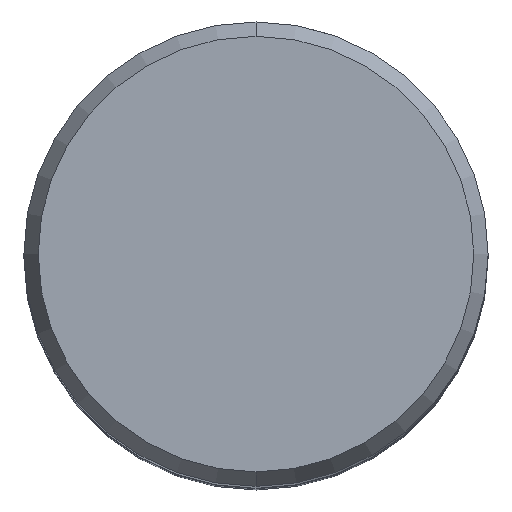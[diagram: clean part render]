
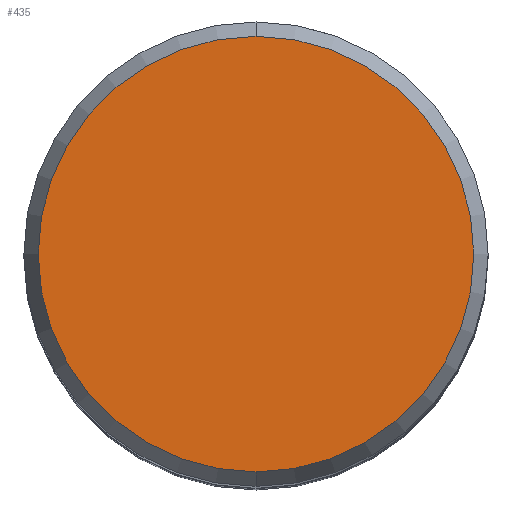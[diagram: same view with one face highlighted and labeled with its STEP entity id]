
A CAD part, top view. The second image highlights one B-rep face of the part: STEP entity #435.
In plain terms, the highlighted planar face has unit normal (0, 0, 1).
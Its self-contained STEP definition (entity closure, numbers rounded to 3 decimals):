
#211=EDGE_CURVE('',#307,#297,#570,.T.);
#225=EDGE_CURVE('',#297,#307,#585,.T.);
#297=VERTEX_POINT('',#669);
#307=VERTEX_POINT('',#681);
#435=ADVANCED_FACE('',(#820),#821,.T.);
#570=CIRCLE('',#972,10.425);
#585=CIRCLE('',#988,10.425);
#669=CARTESIAN_POINT('',(0.,-10.425,0.));
#681=CARTESIAN_POINT('',(0.0,10.425,0.));
#820=FACE_OUTER_BOUND('',#1538,.T.);
#821=PLANE('',#1539);
#972=AXIS2_PLACEMENT_3D('',#1826,#1827,#1828);
#988=AXIS2_PLACEMENT_3D('',#1836,#1837,#1838);
#1538=EDGE_LOOP('',(#2123,#2124));
#1539=AXIS2_PLACEMENT_3D('',#2125,#2126,#2127);
#1826=CARTESIAN_POINT('',(0.0,0.0,0.));
#1827=DIRECTION('',(0.0,0.0,-1.0));
#1828=DIRECTION('',(0.0,1.0,0.0));
#1836=CARTESIAN_POINT('',(0.0,0.0,0.));
#1837=DIRECTION('',(0.0,0.0,-1.0));
#1838=DIRECTION('',(0.0,1.0,0.0));
#2123=ORIENTED_EDGE('',*,*,#211,.F.);
#2124=ORIENTED_EDGE('',*,*,#225,.F.);
#2125=CARTESIAN_POINT('',(0.0,5.212,0.));
#2126=DIRECTION('',(-0.0,0.0,1.0));
#2127=DIRECTION('',(0.0,-1.0,0.0));
